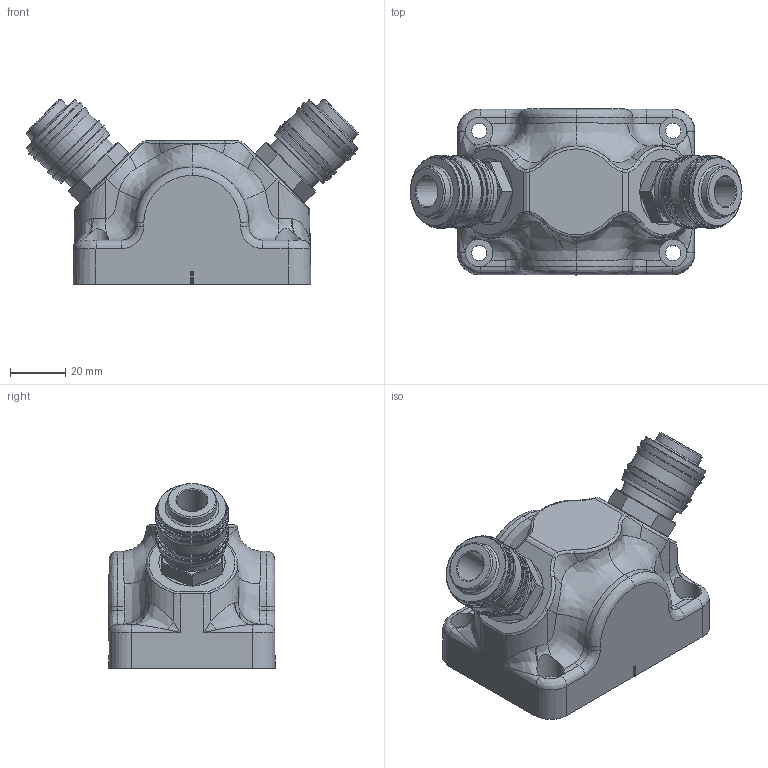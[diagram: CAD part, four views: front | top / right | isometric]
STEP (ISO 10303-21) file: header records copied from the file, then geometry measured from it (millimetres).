
FILE_DESCRIPTION(/* description */ (''),/* implementation_level */ '2;1');
FILE_NAME(/* name */ '19014_KriTec_Druckluftanschlussdose_2x_Entlueftungskupplung_NW_7_2.stp',/* time_stamp */ '2017-06-26T16:12:54+02:00',/* author */ ('kostic'),/* organization */ (''),/* preprocessor_version */ 'ST-DEVELOPER v16.1',/* originating_system */ 'Autodesk Inventor 2016',/* authorisation */ '');
FILE_SCHEMA (('AUTOMOTIVE_DESIGN { 1 0 10303 214 3 1 1 }'));
Length unit declared in the file: millimetre
Products named in the file (4): 19014_Wanddose; Muffe G_1_2_Zoll; Einhandkupplung_NW_7_2_mit_Aussengewinde_1_2_Zoll; 19014_KriTec_Druckluftanschlussdose_2x_Entlueftungskupplung_NW_7_2
Assembly tree (6 placements, depth 2):
  19014_KriTec_Druckluftanschlussdose_2x_Entlueftungskupplung_NW_7_2
    19014_Wanddose
    Muffe G_1_2_Zoll  x3
    Einhandkupplung_NW_7_2_mit_Aussengewinde_1_2_Zoll  x2
Bounding box: 120.23 x 60.35 x 66.98 mm (x, y, z)
Volume: 189360.1 mm3; surface area: 42825.6 mm2
Topology: 6 solids, 6 shells, 295 faces, 676 edges, 414 vertices
Faces by surface type: plane 115, bspline 76, cylinder 65, torus 20, cone 19
Full cylindrical faces by diameter (mm): 5.5 x4, 10 x4, 11 x2, 18 x2, 18.5 x3, 18.631 x3, 20 x2, 21 x3, 21.5 x2, 24 x6, 25.1 x2, 25.104 x4
Entity records: 18876 total; most frequent: CARTESIAN_POINT 14220, ORIENTED_EDGE 972, DIRECTION 694, EDGE_CURVE 486, VERTEX_POINT 320, EDGE_LOOP 282, AXIS2_PLACEMENT_3D 272, FACE_OUTER_BOUND 222
